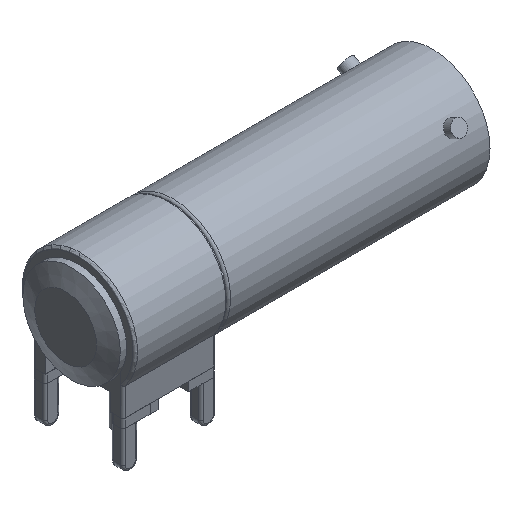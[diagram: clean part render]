
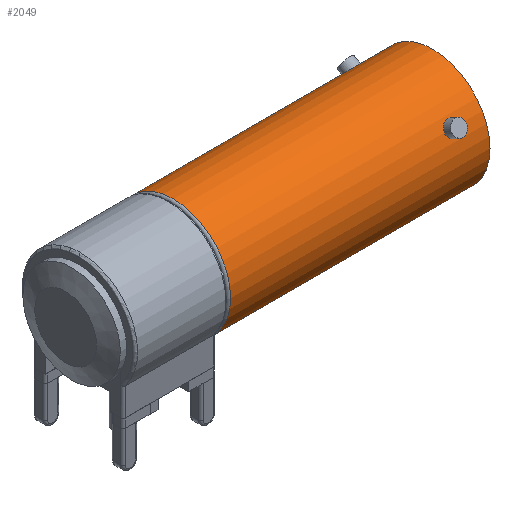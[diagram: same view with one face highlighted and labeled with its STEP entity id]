
A CAD part, isometric view. The second image highlights one B-rep face of the part: STEP entity #2049.
In plain terms, the highlighted cylindrical face has radius 4.826 mm (diameter 9.652 mm), a full revolution.
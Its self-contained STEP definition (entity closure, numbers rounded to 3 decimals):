
#511=FACE_BOUND('',#709,.T.);
#544=FACE_OUTER_BOUND('',#708,.T.);
#708=EDGE_LOOP('',(#1458));
#709=EDGE_LOOP('',(#1459));
#858=CIRCLE('',#2238,4.826);
#860=CIRCLE('',#2241,4.826);
#964=VERTEX_POINT('',#3182);
#966=VERTEX_POINT('',#3187);
#1156=EDGE_CURVE('',#964,#964,#858,.T.);
#1158=EDGE_CURVE('',#966,#966,#860,.T.);
#1458=ORIENTED_EDGE('',*,*,#1158,.F.);
#1459=ORIENTED_EDGE('',*,*,#1156,.F.);
#1986=CYLINDRICAL_SURFACE('',#2240,4.826);
#2049=ADVANCED_FACE('',(#544,#511),#1986,.T.);
#2238=AXIS2_PLACEMENT_3D('',#3183,#2538,#2539);
#2240=AXIS2_PLACEMENT_3D('',#3186,#2542,#2543);
#2241=AXIS2_PLACEMENT_3D('',#3188,#2544,#2545);
#2538=DIRECTION('center_axis',(-1.,0.,0.));
#2539=DIRECTION('ref_axis',(0.,1.,0.));
#2542=DIRECTION('center_axis',(-1.,0.,0.));
#2543=DIRECTION('ref_axis',(0.,-1.,0.));
#2544=DIRECTION('center_axis',(1.,0.,0.));
#2545=DIRECTION('ref_axis',(0.,-1.,0.));
#3182=CARTESIAN_POINT('',(4.643,-4.826,6.096));
#3183=CARTESIAN_POINT('Origin',(4.643,0.,6.096));
#3186=CARTESIAN_POINT('Origin',(11.286,0.,6.096));
#3187=CARTESIAN_POINT('',(26.467,-4.826,6.096));
#3188=CARTESIAN_POINT('Origin',(26.467,0.,6.096));
